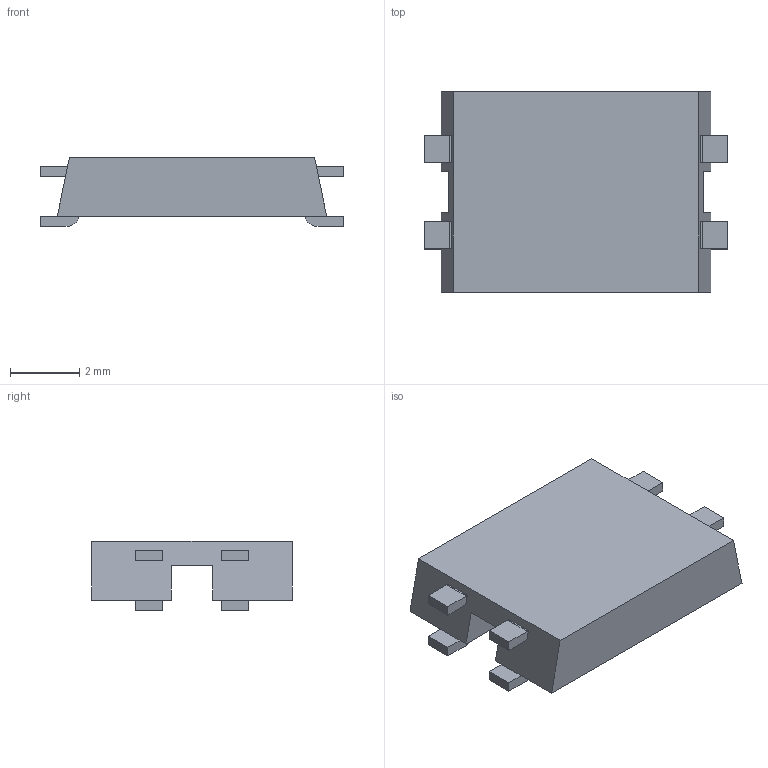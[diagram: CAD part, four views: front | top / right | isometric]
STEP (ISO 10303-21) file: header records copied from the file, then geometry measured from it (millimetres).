
FILE_DESCRIPTION(('OneSpaceDesigner STEP Export'),'2;1');
FILE_NAME('16-LAN_4pin_SMD.stp','2023-09-05T10:57:03',(''),(''),'OneSpace Designer STEP processor for AP214 (Solid Model)','OneSpace Designer 13.01 05-Feb-2005 (C) CoCreate Software GmbH','');
FILE_SCHEMA(('AUTOMOTIVE_DESIGN { 1 0 10303 214 1 1 1 1 }'));
Length unit declared in the file: millimetre
Products named in the file (1): 16-LAN_4pin_SMD
Bounding box: 8.8 x 5.8 x 2 mm (x, y, z)
Volume: 54.3 mm3; surface area: 161.2 mm2
Topology: 1 solids, 1 shells, 62 faces, 160 edges, 104 vertices
Faces by surface type: plane 52, cylinder 10
Entity records: 1777 total; most frequent: ORIENTED_EDGE 320, CARTESIAN_POINT 304, DIRECTION 270, EDGE_CURVE 160, VECTOR 130, LINE 130, VERTEX_POINT 104, AXIS2_PLACEMENT_3D 70
